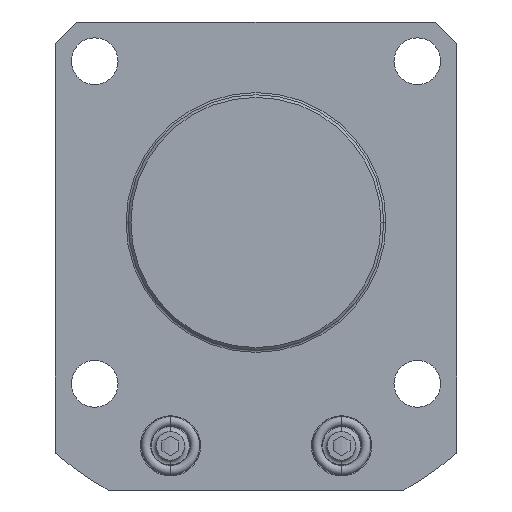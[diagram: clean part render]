
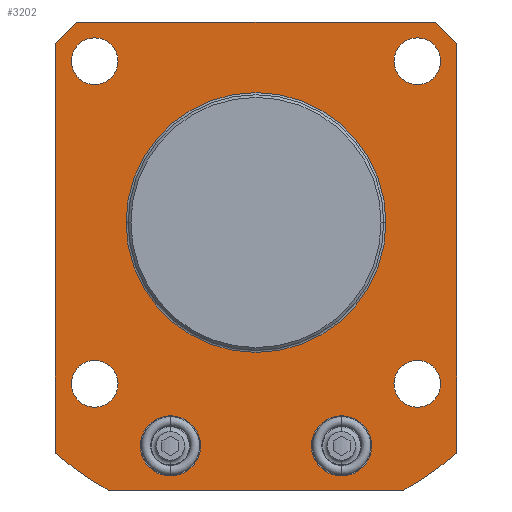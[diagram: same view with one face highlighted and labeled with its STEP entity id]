
A CAD part, front view. The second image highlights one B-rep face of the part: STEP entity #3202.
In plain terms, the highlighted planar face has unit normal (0, -1, 0).
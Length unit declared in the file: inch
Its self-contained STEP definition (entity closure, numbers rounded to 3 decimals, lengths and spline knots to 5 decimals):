
#583=CARTESIAN_POINT('',(0.,0.,0.));
#584=DIRECTION('',(0.,1.,0.));
#585=DIRECTION('',(-1.,0.,0.));
#586=AXIS2_PLACEMENT_3D('',#583,#584,#585);
#591=CARTESIAN_POINT('',(0.,0.,0.));
#592=DIRECTION('',(0.,1.,0.));
#593=DIRECTION('',(1.,0.,0.));
#594=AXIS2_PLACEMENT_3D('',#591,#592,#593);
#599=DIRECTION('',(1.,0.,0.));
#600=VECTOR('',#599,2.17765);
#601=CARTESIAN_POINT('',(-1.08882,0.,-1.969));
#602=LINE('',#601,#600);
#606=DIRECTION('',(0.,0.,-1.));
#607=VECTOR('',#606,3.01678);
#608=CARTESIAN_POINT('',(-1.4765,0.,1.319));
#609=LINE('',#608,#607);
#613=DIRECTION('',(-0.707,0.,-0.707));
#614=VECTOR('',#613,0.22203);
#615=CARTESIAN_POINT('',(-1.3195,0.,1.476));
#616=LINE('',#615,#614);
#620=DIRECTION('',(-1.,0.,0.));
#621=VECTOR('',#620,2.639);
#622=CARTESIAN_POINT('',(1.3195,0.,1.476));
#623=LINE('',#622,#621);
#627=DIRECTION('',(-0.707,0.,0.707));
#628=VECTOR('',#627,0.22203);
#629=CARTESIAN_POINT('',(1.4765,0.,1.319));
#630=LINE('',#629,#628);
#634=DIRECTION('',(0.,0.,1.));
#635=VECTOR('',#634,3.01678);
#636=CARTESIAN_POINT('',(1.4765,0.,-1.69778));
#637=LINE('',#636,#635);
#641=CARTESIAN_POINT('',(-1.1875,0.,-1.1875));
#642=DIRECTION('',(0.,1.,0.));
#643=DIRECTION('',(-1.,0.,0.));
#644=AXIS2_PLACEMENT_3D('',#641,#642,#643);
#649=CARTESIAN_POINT('',(-1.1875,0.,-1.1875));
#650=DIRECTION('',(0.,1.,0.));
#651=DIRECTION('',(1.,0.,0.));
#652=AXIS2_PLACEMENT_3D('',#649,#650,#651);
#657=CARTESIAN_POINT('',(1.1875,0.,-1.1875));
#658=DIRECTION('',(0.,1.,0.));
#659=DIRECTION('',(-1.,0.,0.));
#660=AXIS2_PLACEMENT_3D('',#657,#658,#659);
#665=CARTESIAN_POINT('',(1.1875,0.,-1.1875));
#666=DIRECTION('',(0.,1.,0.));
#667=DIRECTION('',(1.,0.,0.));
#668=AXIS2_PLACEMENT_3D('',#665,#666,#667);
#673=CARTESIAN_POINT('',(1.1875,0.,1.1875));
#674=DIRECTION('',(0.,1.,0.));
#675=DIRECTION('',(-1.,0.,0.));
#676=AXIS2_PLACEMENT_3D('',#673,#674,#675);
#681=CARTESIAN_POINT('',(1.1875,0.,1.1875));
#682=DIRECTION('',(0.,1.,0.));
#683=DIRECTION('',(1.,0.,0.));
#684=AXIS2_PLACEMENT_3D('',#681,#682,#683);
#689=CARTESIAN_POINT('',(-1.1875,0.,1.1875));
#690=DIRECTION('',(0.,1.,0.));
#691=DIRECTION('',(-1.,0.,0.));
#692=AXIS2_PLACEMENT_3D('',#689,#690,#691);
#697=CARTESIAN_POINT('',(-1.1875,0.,1.1875));
#698=DIRECTION('',(0.,1.,0.));
#699=DIRECTION('',(1.,0.,0.));
#700=AXIS2_PLACEMENT_3D('',#697,#698,#699);
#705=CARTESIAN_POINT('',(-0.63,0.,-1.644));
#706=DIRECTION('',(0.,-1.,0.));
#707=DIRECTION('',(-1.,0.,0.));
#708=AXIS2_PLACEMENT_3D('',#705,#706,#707);
#713=CARTESIAN_POINT('',(-0.63,0.,-1.644));
#714=DIRECTION('',(0.,-1.,0.));
#715=DIRECTION('',(1.,0.,0.));
#716=AXIS2_PLACEMENT_3D('',#713,#714,#715);
#721=CARTESIAN_POINT('',(0.63,0.,-1.644));
#722=DIRECTION('',(0.,1.,0.));
#723=DIRECTION('',(1.,0.,0.));
#724=AXIS2_PLACEMENT_3D('',#721,#722,#723);
#729=CARTESIAN_POINT('',(0.63,0.,-1.644));
#730=DIRECTION('',(0.,1.,0.));
#731=DIRECTION('',(-1.,0.,0.));
#732=AXIS2_PLACEMENT_3D('',#729,#730,#731);
#851=CARTESIAN_POINT('',(0.,0.,0.));
#852=DIRECTION('',(0.,-1.,0.));
#853=DIRECTION('',(-0.656,0.,-0.755));
#854=AXIS2_PLACEMENT_3D('',#851,#852,#853);
#866=CARTESIAN_POINT('',(0.,0.,0.));
#867=DIRECTION('',(0.,-1.,0.));
#868=DIRECTION('',(0.484,0.,-0.875));
#869=AXIS2_PLACEMENT_3D('',#866,#867,#868);
#2420=CARTESIAN_POINT('',(-1.08882,0.,-1.969));
#2421=CARTESIAN_POINT('',(1.08882,0.,-1.969));
#2422=VERTEX_POINT('',#2420);
#2423=VERTEX_POINT('',#2421);
#2424=CARTESIAN_POINT('',(1.4765,0.,-1.69778));
#2425=CARTESIAN_POINT('',(1.4765,0.,1.319));
#2426=VERTEX_POINT('',#2424);
#2427=VERTEX_POINT('',#2425);
#2434=CARTESIAN_POINT('',(-1.4765,0.,-1.69778));
#2435=VERTEX_POINT('',#2434);
#2436=CARTESIAN_POINT('',(-1.3595,0.,-1.1875));
#2437=CARTESIAN_POINT('',(-1.0155,0.,-1.1875));
#2438=VERTEX_POINT('',#2436);
#2439=VERTEX_POINT('',#2437);
#2440=CARTESIAN_POINT('',(1.0155,0.,-1.1875));
#2441=CARTESIAN_POINT('',(1.3595,0.,-1.1875));
#2442=VERTEX_POINT('',#2440);
#2443=VERTEX_POINT('',#2441);
#2444=CARTESIAN_POINT('',(1.0155,0.,1.1875));
#2445=CARTESIAN_POINT('',(1.3595,0.,1.1875));
#2446=VERTEX_POINT('',#2444);
#2447=VERTEX_POINT('',#2445);
#2448=CARTESIAN_POINT('',(-1.3595,0.,1.1875));
#2449=CARTESIAN_POINT('',(-1.0155,0.,1.1875));
#2450=VERTEX_POINT('',#2448);
#2451=VERTEX_POINT('',#2449);
#2496=CARTESIAN_POINT('',(-0.9563,0.,0.));
#2497=CARTESIAN_POINT('',(0.9563,0.,0.));
#2498=VERTEX_POINT('',#2496);
#2499=VERTEX_POINT('',#2497);
#2577=CARTESIAN_POINT('',(-0.8515,0.,-1.644));
#2578=CARTESIAN_POINT('',(-0.4085,0.,-1.644));
#2579=VERTEX_POINT('',#2577);
#2580=VERTEX_POINT('',#2578);
#2587=CARTESIAN_POINT('',(0.8515,0.,-1.644));
#2588=VERTEX_POINT('',#2587);
#2589=CARTESIAN_POINT('',(0.4085,0.,-1.644));
#2590=VERTEX_POINT('',#2589);
#2743=CARTESIAN_POINT('',(1.3195,0.,1.476));
#2744=VERTEX_POINT('',#2743);
#2745=CARTESIAN_POINT('',(-1.3195,0.,1.476));
#2746=VERTEX_POINT('',#2745);
#2747=CARTESIAN_POINT('',(-1.4765,0.,1.319));
#2748=VERTEX_POINT('',#2747);
#3140=CARTESIAN_POINT('',(0.,0.,0.));
#3141=DIRECTION('',(0.,-1.,0.));
#3142=DIRECTION('',(-1.,0.,0.));
#3143=AXIS2_PLACEMENT_3D('',#3140,#3141,#3142);
#3144=PLANE('',#3143);
#3145=ORIENTED_EDGE('',*,*,#2973,.F.);
#3147=ORIENTED_EDGE('',*,*,#3146,.F.);
#3149=ORIENTED_EDGE('',*,*,#3148,.F.);
#3151=ORIENTED_EDGE('',*,*,#3150,.F.);
#3153=ORIENTED_EDGE('',*,*,#3152,.F.);
#3155=ORIENTED_EDGE('',*,*,#3154,.F.);
#3157=ORIENTED_EDGE('',*,*,#3156,.F.);
#3159=ORIENTED_EDGE('',*,*,#3158,.F.);
#3160=EDGE_LOOP('',(#3145,#3147,#3149,#3151,#3153,#3155,#3157,#3159));
#3161=FACE_OUTER_BOUND('',#3160,.F.);
#3163=ORIENTED_EDGE('',*,*,#3162,.F.);
#3165=ORIENTED_EDGE('',*,*,#3164,.F.);
#3166=EDGE_LOOP('',(#3163,#3165));
#3167=FACE_BOUND('',#3166,.F.);
#3169=ORIENTED_EDGE('',*,*,#3168,.F.);
#3171=ORIENTED_EDGE('',*,*,#3170,.F.);
#3172=EDGE_LOOP('',(#3169,#3171));
#3173=FACE_BOUND('',#3172,.F.);
#3174=ORIENTED_EDGE('',*,*,#3120,.F.);
#3175=ORIENTED_EDGE('',*,*,#3134,.F.);
#3176=EDGE_LOOP('',(#3174,#3175));
#3177=FACE_BOUND('',#3176,.F.);
#3179=ORIENTED_EDGE('',*,*,#3178,.F.);
#3181=ORIENTED_EDGE('',*,*,#3180,.F.);
#3182=EDGE_LOOP('',(#3179,#3181));
#3183=FACE_BOUND('',#3182,.F.);
#3185=ORIENTED_EDGE('',*,*,#3184,.F.);
#3187=ORIENTED_EDGE('',*,*,#3186,.F.);
#3188=EDGE_LOOP('',(#3185,#3187));
#3189=FACE_BOUND('',#3188,.F.);
#3191=ORIENTED_EDGE('',*,*,#3190,.T.);
#3193=ORIENTED_EDGE('',*,*,#3192,.T.);
#3194=EDGE_LOOP('',(#3191,#3193));
#3195=FACE_BOUND('',#3194,.F.);
#3197=ORIENTED_EDGE('',*,*,#3196,.F.);
#3199=ORIENTED_EDGE('',*,*,#3198,.F.);
#3200=EDGE_LOOP('',(#3197,#3199));
#3201=FACE_BOUND('',#3200,.F.);
#587=CIRCLE('',#586,0.9563);
#595=CIRCLE('',#594,0.9563);
#645=CIRCLE('',#644,0.172);
#653=CIRCLE('',#652,0.172);
#661=CIRCLE('',#660,0.172);
#669=CIRCLE('',#668,0.172);
#677=CIRCLE('',#676,0.172);
#685=CIRCLE('',#684,0.172);
#693=CIRCLE('',#692,0.172);
#701=CIRCLE('',#700,0.172);
#709=CIRCLE('',#708,0.2215);
#717=CIRCLE('',#716,0.2215);
#725=CIRCLE('',#724,0.2215);
#733=CIRCLE('',#732,0.2215);
#855=CIRCLE('',#854,2.25);
#870=CIRCLE('',#869,2.25);
#2973=EDGE_CURVE('',#2422,#2423,#602,.T.);
#3120=EDGE_CURVE('',#2442,#2443,#661,.T.);
#3134=EDGE_CURVE('',#2443,#2442,#669,.T.);
#3146=EDGE_CURVE('',#2435,#2422,#855,.T.);
#3148=EDGE_CURVE('',#2748,#2435,#609,.T.);
#3150=EDGE_CURVE('',#2746,#2748,#616,.T.);
#3152=EDGE_CURVE('',#2744,#2746,#623,.T.);
#3154=EDGE_CURVE('',#2427,#2744,#630,.T.);
#3156=EDGE_CURVE('',#2426,#2427,#637,.T.);
#3158=EDGE_CURVE('',#2423,#2426,#870,.T.);
#3162=EDGE_CURVE('',#2498,#2499,#587,.T.);
#3164=EDGE_CURVE('',#2499,#2498,#595,.T.);
#3168=EDGE_CURVE('',#2438,#2439,#645,.T.);
#3170=EDGE_CURVE('',#2439,#2438,#653,.T.);
#3178=EDGE_CURVE('',#2446,#2447,#677,.T.);
#3180=EDGE_CURVE('',#2447,#2446,#685,.T.);
#3184=EDGE_CURVE('',#2450,#2451,#693,.T.);
#3186=EDGE_CURVE('',#2451,#2450,#701,.T.);
#3190=EDGE_CURVE('',#2579,#2580,#709,.T.);
#3192=EDGE_CURVE('',#2580,#2579,#717,.T.);
#3196=EDGE_CURVE('',#2588,#2590,#725,.T.);
#3198=EDGE_CURVE('',#2590,#2588,#733,.T.);
#3202=ADVANCED_FACE('',(#3161,#3167,#3173,#3177,#3183,#3189,#3195,#3201),#3144,
.T.);
